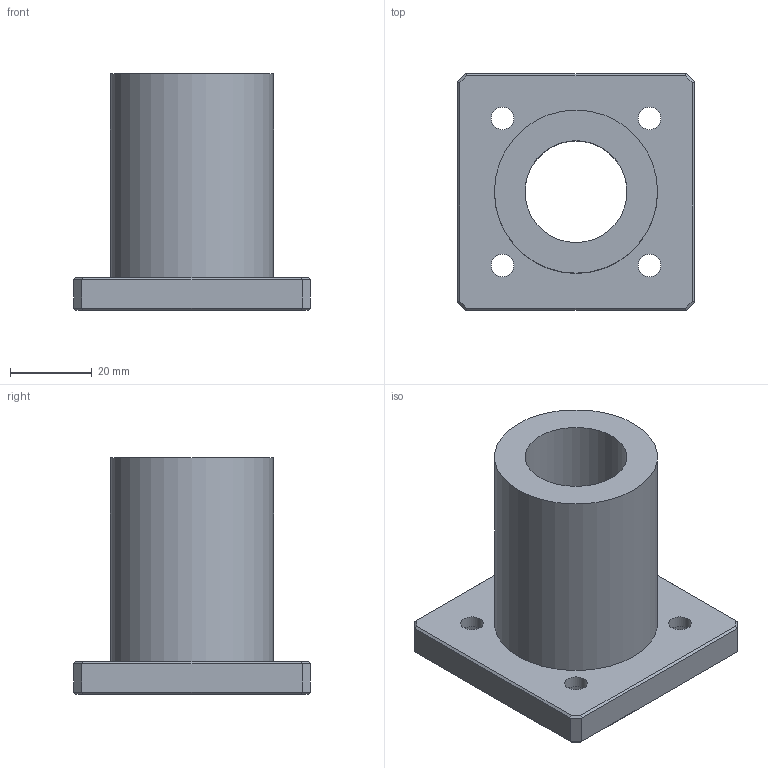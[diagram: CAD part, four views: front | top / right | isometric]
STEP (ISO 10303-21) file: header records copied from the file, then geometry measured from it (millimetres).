
FILE_DESCRIPTION(/* description */ ('Flansch Linearlager/ Quadratflansch mit Kunststoffkäfig'),/* implementation_level */ '2;1');
FILE_NAME(/* name */ '101509-0.step',/* time_stamp */ '2021-09-03T08:57:07+02:00',/* author */ ('Praktikum'),/* organization */ (''),/* preprocessor_version */ 'ST-DEVELOPER v18.1',/* originating_system */ 'Autodesk Inventor 2021',/* authorisation */ '');
FILE_SCHEMA (('AUTOMOTIVE_DESIGN { 1 0 10303 214 3 1 1 }'));
Length unit declared in the file: millimetre
Products named in the file (1): leer
Bounding box: 58 x 58 x 58 mm (x, y, z)
Volume: 59579.2 mm3; surface area: 18840.6 mm2
Topology: 1 solids, 1 shells, 41 faces, 86 edges, 52 vertices
Faces by surface type: plane 31, cylinder 10
Full cylindrical faces by diameter (mm): 5.5 x4, 9 x4, 25 x1, 40 x1
Entity records: 1133 total; most frequent: DIRECTION 190, CARTESIAN_POINT 180, ORIENTED_EDGE 172, EDGE_CURVE 86, LINE 66, VECTOR 66, AXIS2_PLACEMENT_3D 62, EDGE_LOOP 56
